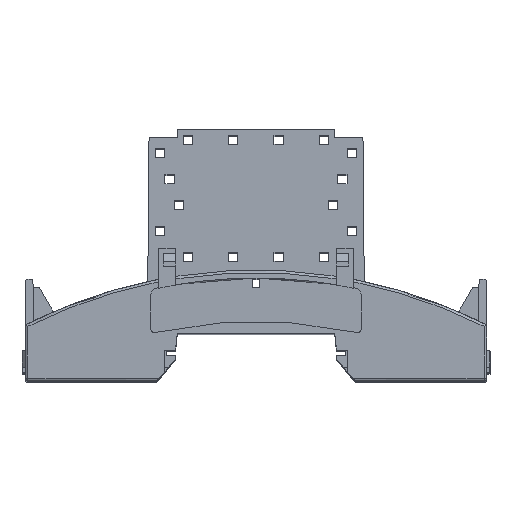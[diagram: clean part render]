
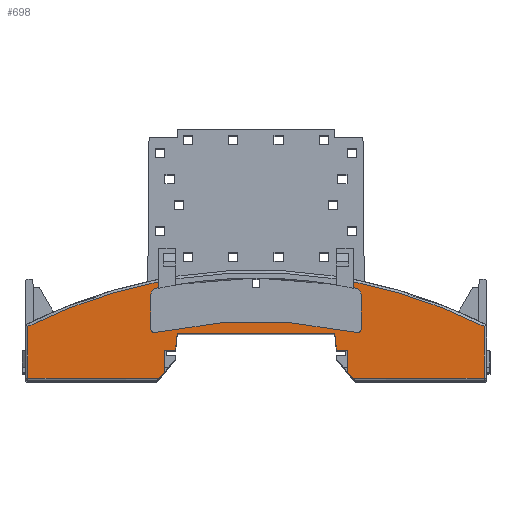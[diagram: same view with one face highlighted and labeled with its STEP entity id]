
A CAD part, top view. The second image highlights one B-rep face of the part: STEP entity #698.
In plain terms, the highlighted planar face has unit normal (0, 0, 1).
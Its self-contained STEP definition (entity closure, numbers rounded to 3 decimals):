
#698=ADVANCED_FACE('',(#2438),#2439,.F.);
#2438=FACE_OUTER_BOUND('',#4652,.T.);
#2439=PLANE('',#4653);
#4652=EDGE_LOOP('',(#11143,#11144,#11145,#11146,#11147,#11148,#11149,#11150,#11151,#11152,#11153,#11154,#11155,#11156,#11157,#11158,#11159,#11160,#11161,#11162,#11163,#11164,#11165,#11166,#11167,#11168));
#4653=AXIS2_PLACEMENT_3D('',#11169,#11170,#11171);
#11143=ORIENTED_EDGE('',*,*,#17138,.F.);
#11144=ORIENTED_EDGE('',*,*,#17139,.F.);
#11145=ORIENTED_EDGE('',*,*,#17140,.F.);
#11146=ORIENTED_EDGE('',*,*,#17141,.F.);
#11147=ORIENTED_EDGE('',*,*,#17142,.F.);
#11148=ORIENTED_EDGE('',*,*,#17143,.F.);
#11149=ORIENTED_EDGE('',*,*,#17144,.F.);
#11150=ORIENTED_EDGE('',*,*,#17060,.F.);
#11151=ORIENTED_EDGE('',*,*,#17145,.F.);
#11152=ORIENTED_EDGE('',*,*,#16773,.F.);
#11153=ORIENTED_EDGE('',*,*,#16780,.F.);
#11154=ORIENTED_EDGE('',*,*,#17146,.F.);
#11155=ORIENTED_EDGE('',*,*,#15688,.T.);
#11156=ORIENTED_EDGE('',*,*,#17147,.F.);
#11157=ORIENTED_EDGE('',*,*,#17148,.T.);
#11158=ORIENTED_EDGE('',*,*,#17149,.T.);
#11159=ORIENTED_EDGE('',*,*,#17150,.F.);
#11160=ORIENTED_EDGE('',*,*,#17151,.F.);
#11161=ORIENTED_EDGE('',*,*,#16461,.T.);
#11162=ORIENTED_EDGE('',*,*,#17136,.T.);
#11163=ORIENTED_EDGE('',*,*,#17152,.F.);
#11164=ORIENTED_EDGE('',*,*,#17153,.F.);
#11165=ORIENTED_EDGE('',*,*,#17154,.F.);
#11166=ORIENTED_EDGE('',*,*,#17155,.T.);
#11167=ORIENTED_EDGE('',*,*,#17156,.T.);
#11168=ORIENTED_EDGE('',*,*,#17157,.F.);
#11169=CARTESIAN_POINT('',(-20.026,3.116,161.8));
#11170=DIRECTION('',(0.,0.,-1.0));
#11171=DIRECTION('',(0.0,-1.0,0.));
#15688=EDGE_CURVE('',#19361,#19359,#19362,.T.);
#16461=EDGE_CURVE('',#20709,#20706,#20710,.T.);
#16773=EDGE_CURVE('',#21224,#21220,#21226,.T.);
#16780=EDGE_CURVE('',#21234,#21224,#21236,.T.);
#17060=EDGE_CURVE('',#21672,#21668,#21674,.T.);
#17136=EDGE_CURVE('',#20706,#21770,#21773,.T.);
#17138=EDGE_CURVE('',#21775,#21776,#21777,.T.);
#17139=EDGE_CURVE('',#21778,#21775,#21779,.T.);
#17140=EDGE_CURVE('',#21780,#21778,#21781,.T.);
#17141=EDGE_CURVE('',#21782,#21780,#21783,.T.);
#17142=EDGE_CURVE('',#21784,#21782,#21785,.T.);
#17143=EDGE_CURVE('',#21786,#21784,#21787,.T.);
#17144=EDGE_CURVE('',#21668,#21786,#21788,.T.);
#17145=EDGE_CURVE('',#21220,#21672,#21789,.T.);
#17146=EDGE_CURVE('',#19361,#21234,#21790,.T.);
#17147=EDGE_CURVE('',#21791,#19359,#21792,.T.);
#17148=EDGE_CURVE('',#21791,#21793,#21794,.T.);
#17149=EDGE_CURVE('',#21793,#21795,#21796,.T.);
#17150=EDGE_CURVE('',#21797,#21795,#21798,.T.);
#17151=EDGE_CURVE('',#20709,#21797,#21799,.T.);
#17152=EDGE_CURVE('',#21800,#21770,#21801,.T.);
#17153=EDGE_CURVE('',#21802,#21800,#21803,.T.);
#17154=EDGE_CURVE('',#21804,#21802,#21805,.T.);
#17155=EDGE_CURVE('',#21804,#21806,#21807,.T.);
#17156=EDGE_CURVE('',#21806,#21808,#21809,.T.);
#17157=EDGE_CURVE('',#21776,#21808,#21810,.T.);
#19359=VERTEX_POINT('',#25504);
#19361=VERTEX_POINT('',#25560);
#19362=LINE('',#25561,#25562);
#20706=VERTEX_POINT('',#27641);
#20709=VERTEX_POINT('',#27645);
#20710=LINE('',#27646,#27647);
#21220=VERTEX_POINT('',#28447);
#21224=VERTEX_POINT('',#28453);
#21226=LINE('',#28456,#28457);
#21234=VERTEX_POINT('',#28469);
#21236=CIRCLE('',#28472,1.5);
#21668=VERTEX_POINT('',#29164);
#21672=VERTEX_POINT('',#29169);
#21674=CIRCLE('',#29172,89.5);
#21770=VERTEX_POINT('',#29335);
#21773=LINE('',#29339,#29340);
#21775=VERTEX_POINT('',#29343);
#21776=VERTEX_POINT('',#29344);
#21777=LINE('',#29345,#29346);
#21778=VERTEX_POINT('',#29347);
#21779=CIRCLE('',#29348,99.0);
#21780=VERTEX_POINT('',#29349);
#21781=LINE('',#29350,#29351);
#21782=VERTEX_POINT('',#29352);
#21783=CIRCLE('',#29353,97.9);
#21784=VERTEX_POINT('',#29354);
#21785=CIRCLE('',#29355,1.5);
#21786=VERTEX_POINT('',#29356);
#21787=LINE('',#29357,#29358);
#21788=CIRCLE('',#29359,0.8);
#21789=CIRCLE('',#29360,0.8);
#21790=CIRCLE('',#29361,97.9);
#21791=VERTEX_POINT('',#29362);
#21792=CIRCLE('',#29363,99.0);
#21793=VERTEX_POINT('',#29364);
#21794=LINE('',#29365,#29366);
#21795=VERTEX_POINT('',#29367);
#21796=LINE('',#29368,#29369);
#21797=VERTEX_POINT('',#29370);
#21798=LINE('',#29371,#29372);
#21799=LINE('',#29373,#29374);
#21800=VERTEX_POINT('',#29375);
#21801=LINE('',#29376,#29377);
#21802=VERTEX_POINT('',#29378);
#21803=LINE('',#29379,#29380);
#21804=VERTEX_POINT('',#29381);
#21805=LINE('',#29382,#29383);
#21806=VERTEX_POINT('',#29384);
#21807=LINE('',#29385,#29386);
#21808=VERTEX_POINT('',#29387);
#21809=LINE('',#29388,#29389);
#21810=LINE('',#29390,#29391);
#25504=CARTESIAN_POINT('',(-19.04,13.252,161.8));
#25560=CARTESIAN_POINT('',(-19.04,12.131,161.8));
#25561=CARTESIAN_POINT('',(-19.04,10.,161.8));
#25562=VECTOR('',#33175,1.0);
#27641=CARTESIAN_POINT('',(-15.647,0.,161.8));
#27645=CARTESIAN_POINT('',(-17.75,0.,161.8));
#27646=CARTESIAN_POINT('',(-17.413,0.,161.8));
#27647=VECTOR('',#34020,1.0);
#28447=CARTESIAN_POINT('',(-20.5,4.225,161.8));
#28453=CARTESIAN_POINT('',(-20.5,10.609,161.8));
#28456=CARTESIAN_POINT('',(-20.5,10.,161.8));
#28457=VECTOR('',#34368,1.0);
#28469=CARTESIAN_POINT('',(-19.296,12.08,161.8));
#28472=AXIS2_PLACEMENT_3D('',#34377,#34378,#34379);
#29164=CARTESIAN_POINT('',(19.525,3.444,161.8));
#29169=CARTESIAN_POINT('',(-19.525,3.444,161.8));
#29172=AXIS2_PLACEMENT_3D('',#34693,#34694,#34695);
#29335=CARTESIAN_POINT('',(-15.3,3.3,161.8));
#29339=CARTESIAN_POINT('',(-14.596,10.,161.8));
#29340=VECTOR('',#34785,1.0);
#29343=CARTESIAN_POINT('',(44.35,4.61,161.8));
#29344=CARTESIAN_POINT('',(44.35,-5.5,161.8));
#29345=CARTESIAN_POINT('',(44.35,10.,161.8));
#29346=VECTOR('',#34787,1.0);
#29347=CARTESIAN_POINT('',(19.04,13.252,161.8));
#29348=AXIS2_PLACEMENT_3D('',#34788,#34789,#34790);
#29349=CARTESIAN_POINT('',(19.04,12.131,161.8));
#29350=CARTESIAN_POINT('',(19.04,10.,161.8));
#29351=VECTOR('',#34791,1.0);
#29352=CARTESIAN_POINT('',(19.296,12.08,161.8));
#29353=AXIS2_PLACEMENT_3D('',#34792,#34793,#34794);
#29354=CARTESIAN_POINT('',(20.5,10.609,161.8));
#29355=AXIS2_PLACEMENT_3D('',#34795,#34796,#34797);
#29356=CARTESIAN_POINT('',(20.5,4.225,161.8));
#29357=CARTESIAN_POINT('',(20.5,10.,161.8));
#29358=VECTOR('',#34798,1.0);
#29359=AXIS2_PLACEMENT_3D('',#34799,#34800,#34801);
#29360=AXIS2_PLACEMENT_3D('',#34802,#34803,#34804);
#29361=AXIS2_PLACEMENT_3D('',#34805,#34806,#34807);
#29362=CARTESIAN_POINT('',(-44.35,4.61,161.8));
#29363=AXIS2_PLACEMENT_3D('',#34808,#34809,#34810);
#29364=CARTESIAN_POINT('',(-44.35,-5.5,161.8));
#29365=CARTESIAN_POINT('',(-44.35,10.,161.8));
#29366=VECTOR('',#34811,1.0);
#29367=CARTESIAN_POINT('',(-18.95,-5.5,161.8));
#29368=CARTESIAN_POINT('',(-20.026,-5.5,161.8));
#29369=VECTOR('',#34812,1.0);
#29370=CARTESIAN_POINT('',(-17.75,-4.3,161.8));
#29371=CARTESIAN_POINT('',(-17.413,-3.963,161.8));
#29372=VECTOR('',#34813,1.0);
#29373=CARTESIAN_POINT('',(-17.75,10.,161.8));
#29374=VECTOR('',#34814,1.0);
#29375=CARTESIAN_POINT('',(15.3,3.3,161.8));
#29376=CARTESIAN_POINT('',(-17.413,3.3,161.8));
#29377=VECTOR('',#34815,1.0);
#29378=CARTESIAN_POINT('',(15.647,0.,161.8));
#29379=CARTESIAN_POINT('',(14.596,10.,161.8));
#29380=VECTOR('',#34816,1.0);
#29381=CARTESIAN_POINT('',(17.75,0.,161.8));
#29382=CARTESIAN_POINT('',(-17.413,0.,161.8));
#29383=VECTOR('',#34817,1.0);
#29384=CARTESIAN_POINT('',(17.75,-4.3,161.8));
#29385=CARTESIAN_POINT('',(17.75,10.,161.8));
#29386=VECTOR('',#34818,1.0);
#29387=CARTESIAN_POINT('',(18.95,-5.5,161.8));
#29388=CARTESIAN_POINT('',(3.45,10.,161.8));
#29389=VECTOR('',#34819,1.0);
#29390=CARTESIAN_POINT('',(-20.026,-5.5,161.8));
#29391=VECTOR('',#34820,1.0);
#33175=DIRECTION('',(0.0,1.0,0.));
#34020=DIRECTION('',(1.0,0.,0.));
#34368=DIRECTION('',(0.,-1.0,0.));
#34377=CARTESIAN_POINT('',(-19.0,10.609,161.8));
#34378=DIRECTION('',(0.0,0.0,1.0));
#34379=DIRECTION('',(1.0,0.0,0.0));
#34693=CARTESIAN_POINT('',(0.,-83.9,161.8));
#34694=DIRECTION('',(0.0,0.0,-1.0));
#34695=DIRECTION('',(1.0,0.0,0.0));
#34785=DIRECTION('',(0.105,0.995,0.));
#34787=DIRECTION('',(0.,-1.0,0.));
#34788=CARTESIAN_POINT('',(0.,-83.9,161.8));
#34789=DIRECTION('',(0.,0.,-1.0));
#34790=DIRECTION('',(1.0,0.0,0.));
#34791=DIRECTION('',(0.0,1.0,0.));
#34792=CARTESIAN_POINT('',(0.,-83.9,161.8));
#34793=DIRECTION('',(0.,0.,1.0));
#34794=DIRECTION('',(1.0,0.,0.));
#34795=CARTESIAN_POINT('',(19.0,10.609,161.8));
#34796=DIRECTION('',(0.0,0.0,1.0));
#34797=DIRECTION('',(1.0,0.0,0.0));
#34798=DIRECTION('',(0.,1.0,0.));
#34799=CARTESIAN_POINT('',(19.7,4.225,161.8));
#34800=DIRECTION('',(0.0,0.0,1.0));
#34801=DIRECTION('',(1.0,0.0,0.0));
#34802=CARTESIAN_POINT('',(-19.7,4.225,161.8));
#34803=DIRECTION('',(0.0,0.0,1.0));
#34804=DIRECTION('',(1.0,0.0,0.0));
#34805=CARTESIAN_POINT('',(0.,-83.9,161.8));
#34806=DIRECTION('',(0.,0.,1.0));
#34807=DIRECTION('',(1.0,0.,0.));
#34808=CARTESIAN_POINT('',(0.,-83.9,161.8));
#34809=DIRECTION('',(0.,0.,-1.0));
#34810=DIRECTION('',(1.0,0.0,0.));
#34811=DIRECTION('',(0.,-1.0,0.));
#34812=DIRECTION('',(1.0,0.,0.));
#34813=DIRECTION('',(-0.707,-0.707,0.));
#34814=DIRECTION('',(0.,-1.0,0.));
#34815=DIRECTION('',(-1.0,0.0,0.));
#34816=DIRECTION('',(-0.105,0.995,0.));
#34817=DIRECTION('',(-1.0,0.,0.));
#34818=DIRECTION('',(0.,-1.0,0.));
#34819=DIRECTION('',(0.707,-0.707,0.));
#34820=DIRECTION('',(-1.0,0.,0.));
